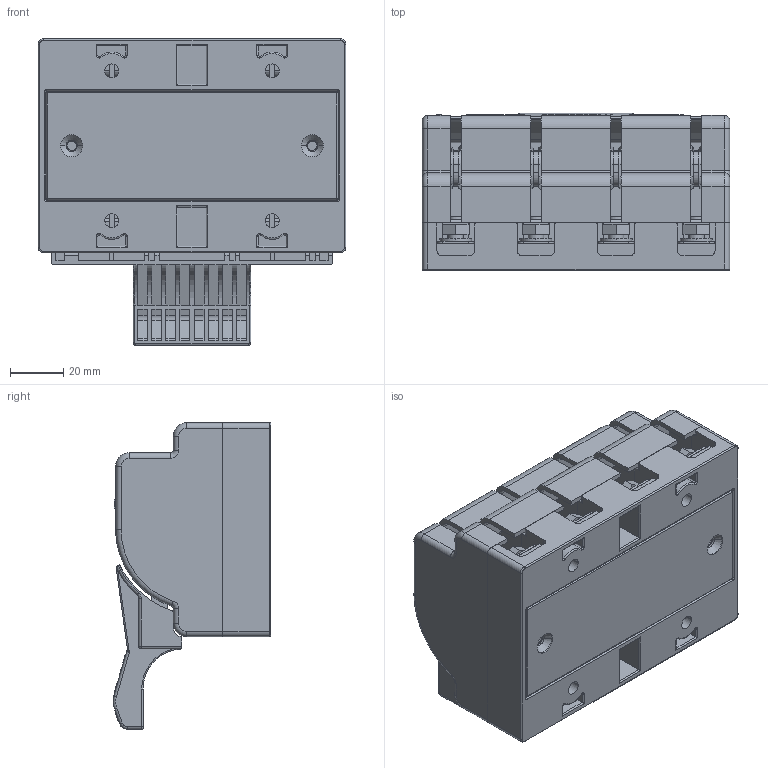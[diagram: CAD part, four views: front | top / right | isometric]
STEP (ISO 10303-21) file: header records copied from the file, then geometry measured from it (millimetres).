
FILE_DESCRIPTION((''),'2;1');
FILE_NAME('HD18-63-3_ASM','2024-04-28T',('Administrator'),(''),'PRO/ENGINEER BY PARAMETRIC TECHNOLOGY CORPORATION, 2009440','PRO/ENGINEER BY PARAMETRIC TECHNOLOGY CORPORATION, 2009440','');
FILE_SCHEMA(('CONFIG_CONTROL_DESIGN'));
Products named in the file (11): 63DIBAN; HOUCHUTOU; QIANCHUTOU; DAOPIAN; ZHAO; SHOUBIN; GAIBAN; FANGLUOMU; PRT0001; KAHUANG; HD18-63-3_ASM
Assembly tree (40 placements, depth 2):
  HD18-63-3_ASM
    63DIBAN
    HOUCHUTOU  x6
    QIANCHUTOU  x6
    DAOPIAN  x6
    ZHAO
    SHOUBIN
    GAIBAN
    FANGLUOMU  x2
    PRT0001  x12
    KAHUANG  x4
Bounding box: 115 x 58.99 x 114.6 mm (x, y, z)
Volume: 197216.4 mm3; surface area: 197986 mm2
Topology: 52 solids, 52 shells, 4786 faces, 12938 edges, 8418 vertices
Faces by surface type: plane 2461, cylinder 1368, extrusion 617, torus 179, bspline 91, sphere 42, cone 28
Entity records: 116426 total; most frequent: CARTESIAN_POINT 32727, ORIENTED_EDGE 18262, DIRECTION 15444, EDGE_CURVE 9131, VECTOR 6450, VERTEX_POINT 5902, LINE 5833, AXIS2_PLACEMENT_3D 4497
